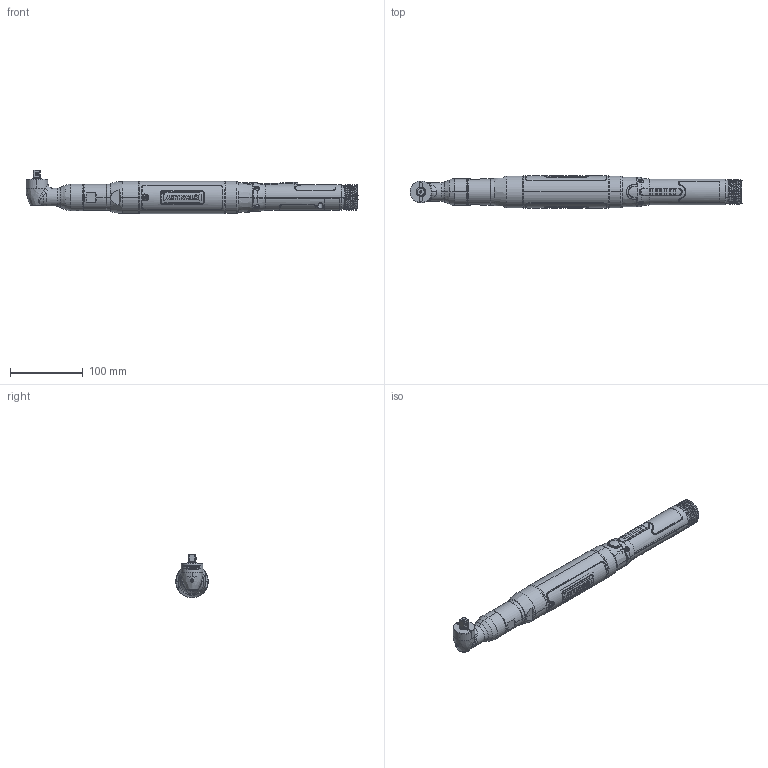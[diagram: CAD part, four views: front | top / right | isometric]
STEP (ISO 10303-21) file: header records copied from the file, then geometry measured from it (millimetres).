
FILE_DESCRIPTION((''),'2;1');
FILE_NAME('EB33LA15-27-SW','2019-09-26T14:04:28',('ZLC1117'),(''),'CREO PARAMETRIC BY PTC INC, 2017380','CREO PARAMETRIC BY PTC INC, 2017380','');
FILE_SCHEMA(('CONFIG_CONTROL_DESIGN'));
Length unit declared in the file: inch
Products named in the file (1): EB33LA15-27-SW
Bounding box: 455.97 x 45.57 x 59.5 mm (x, y, z)
Volume: 162009.6 mm3; surface area: 153604.8 mm2
Topology: 8 solids, 9 shells, 3204 faces, 8179 edges, 5097 vertices
Faces by surface type: plane 943, cylinder 851, bspline 607, cone 289, extrusion 201, torus 195, sphere 118
Entity records: 225227 total; most frequent: CARTESIAN_POINT 154195, ORIENTED_EDGE 16346, DIRECTION 12390, EDGE_CURVE 8173, VERTEX_POINT 5097, AXIS2_PLACEMENT_3D 4611, EDGE_LOOP 3400, FACE_OUTER_BOUND 3204
